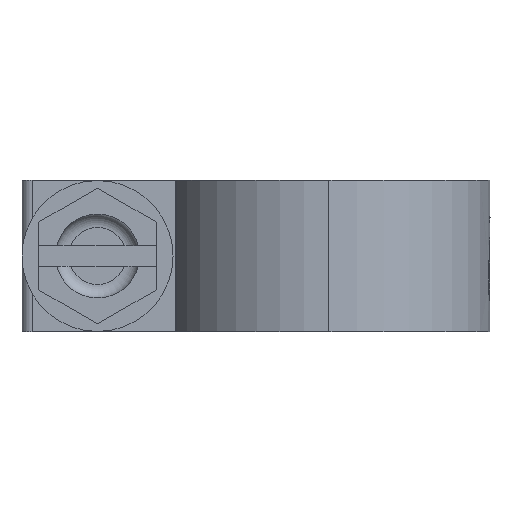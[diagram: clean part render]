
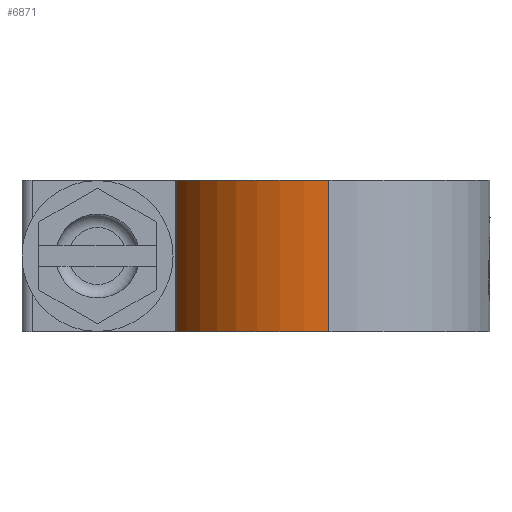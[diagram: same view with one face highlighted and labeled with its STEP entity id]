
A CAD part, left-side view. The second image highlights one B-rep face of the part: STEP entity #6871.
In plain terms, the highlighted cylindrical face has radius 9.6 mm (diameter 19.2 mm), a partial arc.
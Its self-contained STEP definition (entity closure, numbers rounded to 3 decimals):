
#210 = DIRECTION ( 'NONE',  ( -1., 0., 0. ) ) ;
#241 = CARTESIAN_POINT ( 'NONE',  ( -3.177, 9.059, 4.5 ) ) ;
#245 = AXIS2_PLACEMENT_3D ( 'NONE', #3987, #1724, #210 ) ;
#254 = AXIS2_PLACEMENT_3D ( 'NONE', #2306, #6115, #4427 ) ;
#678 = CYLINDRICAL_SURFACE ( 'NONE', #245, 9.6 ) ;
#714 = CIRCLE ( 'NONE', #254, 9.6 ) ;
#907 = CARTESIAN_POINT ( 'NONE',  ( -9.6, 0., 4.5 ) ) ;
#994 = ORIENTED_EDGE ( 'NONE', *, *, #6174, .F. ) ;
#1274 = DIRECTION ( 'NONE',  ( 1., 0., 0. ) ) ;
#1724 = DIRECTION ( 'NONE',  ( 0., 0., -1. ) ) ;
#1939 = AXIS2_PLACEMENT_3D ( 'NONE', #6545, #3355, #1274 ) ;
#2306 = CARTESIAN_POINT ( 'NONE',  ( 0., 0., 4.5 ) ) ;
#2701 = VECTOR ( 'NONE', #4531, 1000. ) ;
#2875 = CARTESIAN_POINT ( 'NONE',  ( -3.177, 9.059, 4.5 ) ) ;
#2906 = CARTESIAN_POINT ( 'NONE',  ( -9.6, 0., 4.5 ) ) ;
#3056 = VERTEX_POINT ( 'NONE', #4489 ) ;
#3277 = ORIENTED_EDGE ( 'NONE', *, *, #6675, .T. ) ;
#3355 = DIRECTION ( 'NONE',  ( 0., 0., -1. ) ) ;
#3640 = VERTEX_POINT ( 'NONE', #241 ) ;
#3817 = EDGE_CURVE ( 'NONE', #6740, #3640, #714, .T. ) ;
#3823 = ORIENTED_EDGE ( 'NONE', *, *, #3817, .T. ) ;
#3955 = FACE_OUTER_BOUND ( 'NONE', #6502, .T. ) ;
#3987 = CARTESIAN_POINT ( 'NONE',  ( 0., 0., 4.5 ) ) ;
#4075 = LINE ( 'NONE', #907, #6172 ) ;
#4427 = DIRECTION ( 'NONE',  ( 1., 0., 0. ) ) ;
#4489 = CARTESIAN_POINT ( 'NONE',  ( -3.177, 9.059, -4.5 ) ) ;
#4531 = DIRECTION ( 'NONE',  ( 0., 0., -1. ) ) ;
#4943 = CIRCLE ( 'NONE', #1939, 9.6 ) ;
#4965 = EDGE_CURVE ( 'NONE', #5566, #3056, #4943, .T. ) ;
#4978 = LINE ( 'NONE', #2875, #2701 ) ;
#5190 = DIRECTION ( 'NONE',  ( 0., 0., -1. ) ) ;
#5387 = ORIENTED_EDGE ( 'NONE', *, *, #4965, .F. ) ;
#5464 = CARTESIAN_POINT ( 'NONE',  ( -9.6, 0., -4.5 ) ) ;
#5566 = VERTEX_POINT ( 'NONE', #5464 ) ;
#6115 = DIRECTION ( 'NONE',  ( 0., 0., -1. ) ) ;
#6172 = VECTOR ( 'NONE', #5190, 1000. ) ;
#6174 = EDGE_CURVE ( 'NONE', #6740, #5566, #4075, .T. ) ;
#6502 = EDGE_LOOP ( 'NONE', ( #994, #3823, #3277, #5387 ) ) ;
#6545 = CARTESIAN_POINT ( 'NONE',  ( 0., 0., -4.5 ) ) ;
#6675 = EDGE_CURVE ( 'NONE', #3640, #3056, #4978, .T. ) ;
#6740 = VERTEX_POINT ( 'NONE', #2906 ) ;
#6871 = ADVANCED_FACE ( 'NONE', ( #3955 ), #678, .T. ) ;
